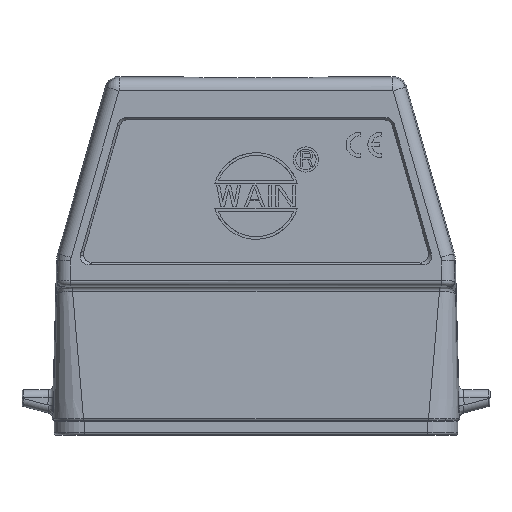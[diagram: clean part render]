
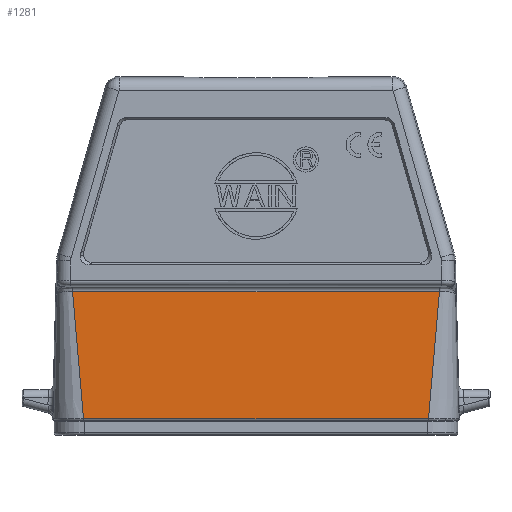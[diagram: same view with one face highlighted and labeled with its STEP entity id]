
A CAD part, top view. The second image highlights one B-rep face of the part: STEP entity #1281.
In plain terms, the highlighted planar face has unit normal (0, 0, 1).
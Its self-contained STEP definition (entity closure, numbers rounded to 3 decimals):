
#683=FACE_OUTER_BOUND('',#2636,.T.);
#1281=ADVANCED_FACE('NONE',(#683),#1799,.T.);
#1799=PLANE('',#10710);
#2636=EDGE_LOOP('',(#6164,#6165,#6166,#6167));
#3549=LINE('',#16141,#4427);
#3552=LINE('',#16241,#4430);
#3554=LINE('',#16348,#4432);
#3555=LINE('',#16350,#4433);
#4427=VECTOR('',#12426,1.);
#4430=VECTOR('',#12433,1.);
#4432=VECTOR('',#12443,1.);
#4433=VECTOR('',#12444,1.);
#6164=ORIENTED_EDGE('',*,*,#9439,.T.);
#6165=ORIENTED_EDGE('',*,*,#9449,.F.);
#6166=ORIENTED_EDGE('',*,*,#9450,.F.);
#6167=ORIENTED_EDGE('',*,*,#9430,.T.);
#8256=VERTEX_POINT('',#16140);
#8257=VERTEX_POINT('',#16142);
#8261=VERTEX_POINT('',#16240);
#8267=VERTEX_POINT('',#16349);
#9430=EDGE_CURVE('NONE',#8257,#8256,#3549,.T.);
#9439=EDGE_CURVE('NONE',#8256,#8261,#3552,.T.);
#9449=EDGE_CURVE('NONE',#8267,#8261,#3554,.T.);
#9450=EDGE_CURVE('NONE',#8257,#8267,#3555,.T.);
#10710=AXIS2_PLACEMENT_3D('',#16351,#12445,#12446);
#12426=DIRECTION('',(-1.,0.,0.));
#12433=DIRECTION('',(0.086,-0.996,0.));
#12443=DIRECTION('',(-1.,0.,0.));
#12444=DIRECTION('',(-0.086,-0.996,0.));
#12445=DIRECTION('',(0.,0.,1.));
#12446=DIRECTION('',(1.,0.,0.));
#16140=CARTESIAN_POINT('',(-36.039,25.258,14.75));
#16141=CARTESIAN_POINT('',(-40.,25.258,14.75));
#16142=CARTESIAN_POINT('',(36.039,25.258,14.75));
#16240=CARTESIAN_POINT('',(-33.887,0.3,14.75));
#16241=CARTESIAN_POINT('',(-36.039,25.258,14.75));
#16348=CARTESIAN_POINT('',(36.304,0.3,14.75));
#16349=CARTESIAN_POINT('',(33.887,0.3,14.75));
#16350=CARTESIAN_POINT('',(-42991.201,-499000.,14.75));
#16351=CARTESIAN_POINT('',(-40.,0.,14.75));
